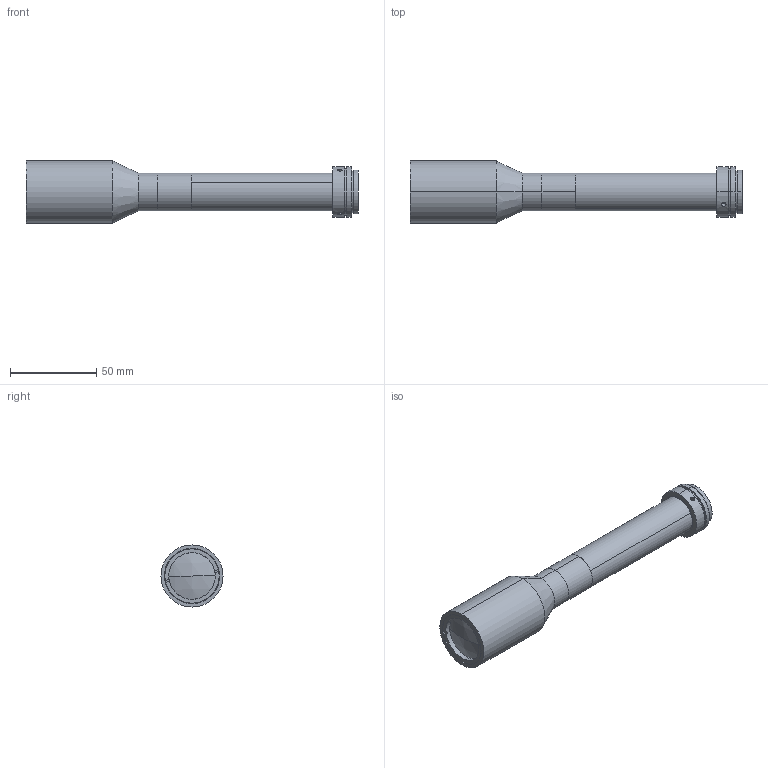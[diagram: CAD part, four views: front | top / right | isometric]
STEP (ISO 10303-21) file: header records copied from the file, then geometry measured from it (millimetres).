
FILE_DESCRIPTION (( 'STEP AP203' ), '1' );
FILE_NAME ('XF-MT1X200-蚾饜极-20150612V5.STEP', '2016-03-17T06:31:37', ( 'cherishsunshine' ), ( '' ), 'SwSTEP 2.0', 'SolidWorks 2014', '' );
FILE_SCHEMA (( 'CONFIG_CONTROL_DESIGN' ));
Length unit declared in the file: millimetre
Products named in the file (1): XF-MT1X200-蚾饜极-20150612V5
Bounding box: 192.23 x 36 x 36 mm (x, y, z)
Surface area: 20488.4 mm2 (no closed solid volume)
Topology: 0 solids, 7 shells, 59 faces, 144 edges, 97 vertices
Faces by surface type: cylinder 34, plane 19, cone 4, sphere 2
Entity records: 2037 total; most frequent: CARTESIAN_POINT 529, DIRECTION 330, ORIENTED_EDGE 250, EDGE_CURVE 144, AXIS2_PLACEMENT_3D 138, VERTEX_POINT 97, CIRCLE 78, EDGE_LOOP 73
